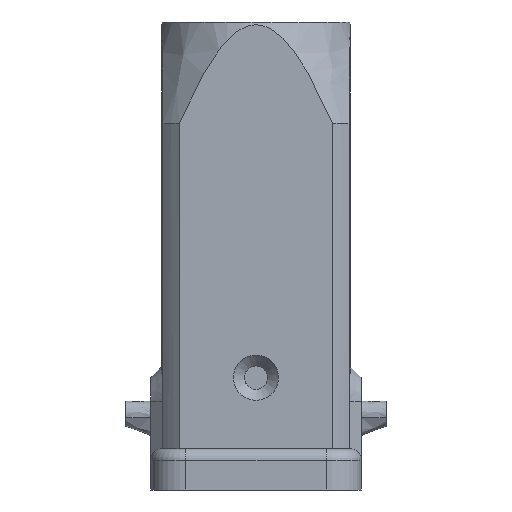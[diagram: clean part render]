
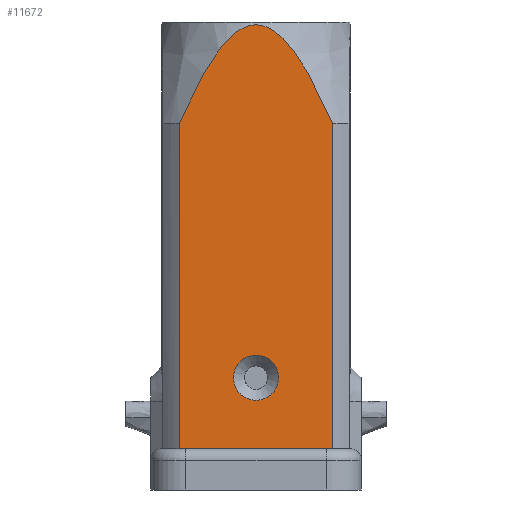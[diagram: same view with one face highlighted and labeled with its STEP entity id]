
A CAD part, left-side view. The second image highlights one B-rep face of the part: STEP entity #11672.
In plain terms, the highlighted planar face has unit normal (-1, 0, 0).
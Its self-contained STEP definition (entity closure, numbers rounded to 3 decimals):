
#925=CARTESIAN_POINT('',(-12.1,-9.846,5.34));
#926=VERTEX_POINT('',#925);
#942=CARTESIAN_POINT('',(-12.1,-9.846,47.04));
#943=VERTEX_POINT('',#942);
#953=CARTESIAN_POINT('',(-12.1,-9.846,5.34));
#954=DIRECTION('',(0.0,0.0,1.0));
#955=VECTOR('',#954,41.7);
#956=LINE('',#953,#955);
#957=EDGE_CURVE('',#926,#943,#956,.T.);
#2819=CARTESIAN_POINT('',(-12.1,0.,17.34));
#2820=VERTEX_POINT('',#2819);
#2821=CARTESIAN_POINT('',(-12.1,0.,14.44));
#2822=DIRECTION('',(1.0,0.0,0.0));
#2823=DIRECTION('',(0.0,0.0,1.0));
#2824=AXIS2_PLACEMENT_3D('',#2821,#2822,#2823);
#2825=CIRCLE('',#2824,2.9);
#2826=EDGE_CURVE('',#2820,#2820,#2825,.T.);
#11521=CARTESIAN_POINT('',(-12.1,9.846,47.04));
#11522=VERTEX_POINT('',#11521);
#11523=CARTESIAN_POINT('',(-12.1,-9.846,47.04));
#11524=CARTESIAN_POINT('',(-12.1,-8.573,49.943));
#11525=CARTESIAN_POINT('',(-12.1,-7.284,52.548));
#11526=CARTESIAN_POINT('',(-12.1,-5.302,55.718));
#11527=CARTESIAN_POINT('',(-12.1,-4.489,56.871));
#11528=CARTESIAN_POINT('',(-12.1,-3.159,58.24));
#11529=CARTESIAN_POINT('',(-12.1,-2.668,58.669));
#11530=CARTESIAN_POINT('',(-12.1,-1.843,59.187));
#11531=CARTESIAN_POINT('',(-12.1,-1.535,59.344));
#11532=CARTESIAN_POINT('',(-12.1,-0.996,59.538));
#11533=CARTESIAN_POINT('',(-12.1,-0.775,59.597));
#11534=CARTESIAN_POINT('',(-12.1,-0.439,59.652));
#11535=CARTESIAN_POINT('',(-12.1,-0.329,59.665));
#11536=CARTESIAN_POINT('',(-12.1,-0.138,59.677));
#11537=CARTESIAN_POINT('',(-12.1,-0.058,59.68));
#11538=CARTESIAN_POINT('',(-12.1,0.105,59.678));
#11539=CARTESIAN_POINT('',(-12.1,0.188,59.675));
#11540=CARTESIAN_POINT('',(-12.1,0.395,59.658));
#11541=CARTESIAN_POINT('',(-12.1,0.52,59.641));
#11542=CARTESIAN_POINT('',(-12.1,0.888,59.57));
#11543=CARTESIAN_POINT('',(-12.1,1.127,59.497));
#11544=CARTESIAN_POINT('',(-12.1,1.746,59.248));
#11545=CARTESIAN_POINT('',(-12.1,2.111,59.035));
#11546=CARTESIAN_POINT('',(-12.1,3.046,58.365));
#11547=CARTESIAN_POINT('',(-12.1,3.592,57.824));
#11548=CARTESIAN_POINT('',(-12.1,5.057,56.136));
#11549=CARTESIAN_POINT('',(-12.1,5.994,54.687));
#11550=CARTESIAN_POINT('',(-12.1,7.943,51.218));
#11551=CARTESIAN_POINT('',(-12.1,8.967,49.043));
#11552=CARTESIAN_POINT('',(-12.1,9.846,47.04));
#11553=B_SPLINE_CURVE_WITH_KNOTS('',3,(#11523,#11524,#11525,#11526,#11527,#11528,#11529,#11530,#11531,#11532,#11533,#11534,#11535,#11536,#11537,#11538,#11539,#11540,#11541,#11542,#11543,#11544,#11545,#11546,#11547,#11548,#11549,#11550,#11551,#11552),.UNSPECIFIED.,.F.,.U.,(4,2,2,2,2,2,2,2,2,2,2,2,2,2,4),(0.,0.951,1.441,1.682,1.814,1.902,1.944,1.975,2.007,2.055,2.15,2.31,2.591,3.17,3.893),.UNSPECIFIED.);
#11554=EDGE_CURVE('',#943,#11522,#11553,.T.);
#11590=CARTESIAN_POINT('',(-12.1,9.846,5.34));
#11591=VERTEX_POINT('',#11590);
#11599=CARTESIAN_POINT('',(-12.1,9.846,47.04));
#11600=DIRECTION('',(0.0,0.0,-1.0));
#11601=VECTOR('',#11600,41.7);
#11602=LINE('',#11599,#11601);
#11603=EDGE_CURVE('',#11522,#11591,#11602,.T.);
#11614=CARTESIAN_POINT('',(-12.1,-9.846,5.34));
#11615=DIRECTION('',(0.0,1.0,0.0));
#11616=VECTOR('',#11615,19.693);
#11617=LINE('',#11614,#11616);
#11618=EDGE_CURVE('',#926,#11591,#11617,.T.);
#11658=CARTESIAN_POINT('',(-12.1,11.889,0.04));
#11659=DIRECTION('',(-1.0,0.0,0.0));
#11660=DIRECTION('',(0.0,0.0,1.0));
#11661=AXIS2_PLACEMENT_3D('',#11658,#11659,#11660);
#11662=PLANE('',#11661);
#11663=ORIENTED_EDGE('',*,*,#11618,.F.);
#11664=ORIENTED_EDGE('',*,*,#957,.T.);
#11665=ORIENTED_EDGE('',*,*,#11554,.T.);
#11666=ORIENTED_EDGE('',*,*,#11603,.T.);
#11667=EDGE_LOOP('',(#11663,#11664,#11665,#11666));
#11668=FACE_OUTER_BOUND('',#11667,.T.);
#11669=ORIENTED_EDGE('',*,*,#2826,.T.);
#11670=EDGE_LOOP('',(#11669));
#11671=FACE_BOUND('',#11670,.T.);
#11672=ADVANCED_FACE('',(#11668,#11671),#11662,.T.);
